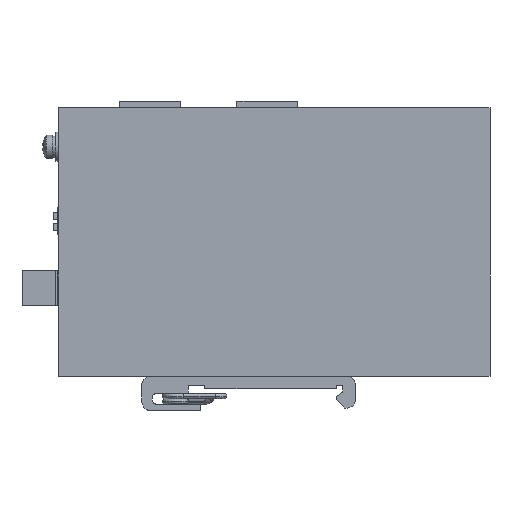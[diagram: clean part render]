
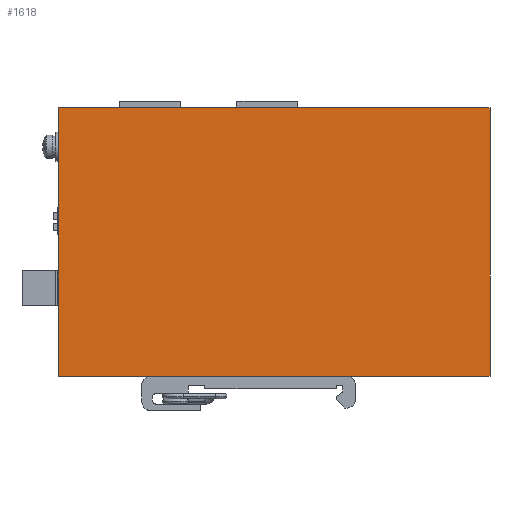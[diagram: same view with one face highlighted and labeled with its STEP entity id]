
A CAD part, left-side view. The second image highlights one B-rep face of the part: STEP entity #1618.
In plain terms, the highlighted planar face has unit normal (-1, 0, 0).
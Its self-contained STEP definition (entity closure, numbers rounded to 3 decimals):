
#1598=AXIS2_PLACEMENT_3D('Plane Axis2P3D',#1595,#1596,#1597) ;
#49=CARTESIAN_POINT('Vertex',(0.,103.,8.2)) ;
#52=CARTESIAN_POINT('Line Origine',(0.,103.,40.2)) ;
#56=CARTESIAN_POINT('Vertex',(0.,103.,72.2)) ;
#156=CARTESIAN_POINT('Vertex',(0.,0.,8.2)) ;
#161=CARTESIAN_POINT('Line Origine',(0.,51.5,8.2)) ;
#1595=CARTESIAN_POINT('Axis2P3D Location',(0.,0.,0.6)) ;
#1600=CARTESIAN_POINT('Line Origine',(0.,0.,40.2)) ;
#1604=CARTESIAN_POINT('Vertex',(0.,0.,72.2)) ;
#1607=CARTESIAN_POINT('Line Origine',(0.,51.5,72.2)) ;
#53=DIRECTION('Vector Direction',(0.,0.,-1.)) ;
#162=DIRECTION('Vector Direction',(0.,1.,0.)) ;
#1596=DIRECTION('Axis2P3D Direction',(-1.,0.,0.)) ;
#1597=DIRECTION('Axis2P3D XDirection',(0.,-1.,0.)) ;
#1601=DIRECTION('Vector Direction',(0.,0.,1.)) ;
#1608=DIRECTION('Vector Direction',(0.,-1.,0.)) ;
#54=VECTOR('Line Direction',#53,1.) ;
#163=VECTOR('Line Direction',#162,1.) ;
#1602=VECTOR('Line Direction',#1601,1.) ;
#1609=VECTOR('Line Direction',#1608,1.) ;
#1613=ORIENTED_EDGE('',*,*,#58,.T.) ;
#1614=ORIENTED_EDGE('',*,*,#165,.T.) ;
#1615=ORIENTED_EDGE('',*,*,#1606,.T.) ;
#1616=ORIENTED_EDGE('',*,*,#1611,.T.) ;
#1618=ADVANCED_FACE('SWITCH',(#1617),#1599,.T.) ;
#58=EDGE_CURVE('',#57,#50,#55,.T.) ;
#165=EDGE_CURVE('',#50,#157,#164,.F.) ;
#1606=EDGE_CURVE('',#157,#1605,#1603,.T.) ;
#1611=EDGE_CURVE('',#1605,#57,#1610,.F.) ;
#1612=EDGE_LOOP('',(#1613,#1614,#1615,#1616)) ;
#1617=FACE_OUTER_BOUND('',#1612,.T.) ;
#55=LINE('Line',#52,#54) ;
#164=LINE('Line',#161,#163) ;
#1603=LINE('Line',#1600,#1602) ;
#1610=LINE('Line',#1607,#1609) ;
#1599=PLANE('',#1598) ;
#50=VERTEX_POINT('',#49) ;
#57=VERTEX_POINT('',#56) ;
#157=VERTEX_POINT('',#156) ;
#1605=VERTEX_POINT('',#1604) ;
